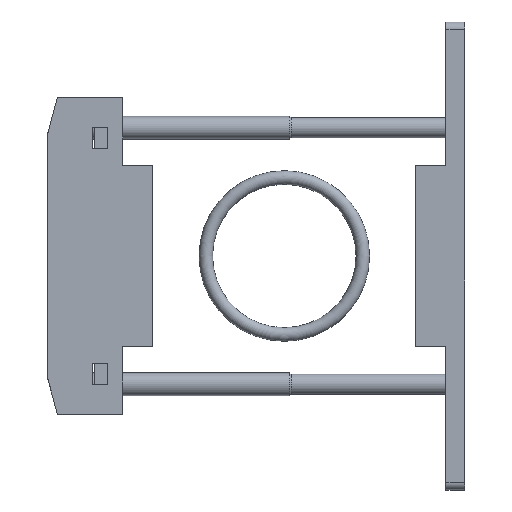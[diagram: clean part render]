
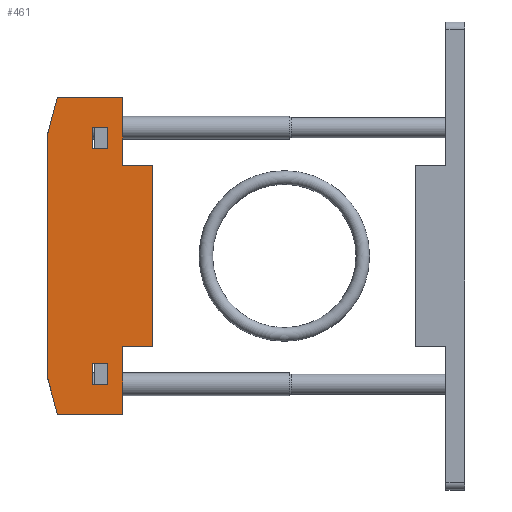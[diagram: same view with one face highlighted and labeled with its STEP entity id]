
A CAD part, top view. The second image highlights one B-rep face of the part: STEP entity #461.
In plain terms, the highlighted face is planar.
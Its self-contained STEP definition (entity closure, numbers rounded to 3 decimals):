
#461 = ADVANCED_FACE( '', ( #917, #918, #919 ), #920, .F. );
#917 = FACE_BOUND( '', #1385, .T. );
#918 = FACE_BOUND( '', #1386, .T. );
#919 = FACE_OUTER_BOUND( '', #1387, .T. );
#920 = PLANE( '', #1388 );
#1385 = EDGE_LOOP( '', ( #2408, #2409, #2410, #2411 ) );
#1386 = EDGE_LOOP( '', ( #2412, #2413, #2414, #2415 ) );
#1387 = EDGE_LOOP( '', ( #2416, #2417, #2418, #2419, #2420, #2421, #2422, #2423, #2424, #2425 ) );
#1388 = AXIS2_PLACEMENT_3D( '', #2426, #2427, #2428 );
#2408 = ORIENTED_EDGE( '', *, *, #2847, .F. );
#2409 = ORIENTED_EDGE( '', *, *, #2828, .T. );
#2410 = ORIENTED_EDGE( '', *, *, #2735, .T. );
#2411 = ORIENTED_EDGE( '', *, *, #3106, .F. );
#2412 = ORIENTED_EDGE( '', *, *, #3004, .F. );
#2413 = ORIENTED_EDGE( '', *, *, #3056, .T. );
#2414 = ORIENTED_EDGE( '', *, *, #2856, .T. );
#2415 = ORIENTED_EDGE( '', *, *, #3107, .F. );
#2416 = ORIENTED_EDGE( '', *, *, #2785, .F. );
#2417 = ORIENTED_EDGE( '', *, *, #2817, .F. );
#2418 = ORIENTED_EDGE( '', *, *, #3108, .F. );
#2419 = ORIENTED_EDGE( '', *, *, #3019, .F. );
#2420 = ORIENTED_EDGE( '', *, *, #2941, .F. );
#2421 = ORIENTED_EDGE( '', *, *, #2959, .F. );
#2422 = ORIENTED_EDGE( '', *, *, #2969, .F. );
#2423 = ORIENTED_EDGE( '', *, *, #3023, .F. );
#2424 = ORIENTED_EDGE( '', *, *, #3099, .F. );
#2425 = ORIENTED_EDGE( '', *, *, #2762, .F. );
#2426 = CARTESIAN_POINT( '', ( 0., 0., -3.4 ) );
#2427 = DIRECTION( '', ( 0., 0., 1. ) );
#2428 = DIRECTION( '', ( 1., 0., 0. ) );
#2735 = EDGE_CURVE( '', #3227, #3224, #3228, .T. );
#2762 = EDGE_CURVE( '', #3273, #3274, #3275, .T. );
#2785 = EDGE_CURVE( '', #3309, #3273, #3310, .T. );
#2817 = EDGE_CURVE( '', #3361, #3309, #3362, .T. );
#2828 = EDGE_CURVE( '', #3378, #3227, #3379, .T. );
#2847 = EDGE_CURVE( '', #3378, #3410, #3411, .T. );
#2856 = EDGE_CURVE( '', #3426, #3423, #3427, .T. );
#2941 = EDGE_CURVE( '', #3553, #3554, #3555, .T. );
#2959 = EDGE_CURVE( '', #3580, #3553, #3581, .T. );
#2969 = EDGE_CURVE( '', #3595, #3580, #3597, .T. );
#3004 = EDGE_CURVE( '', #3648, #3644, #3650, .T. );
#3019 = EDGE_CURVE( '', #3554, #3670, #3671, .T. );
#3023 = EDGE_CURVE( '', #3674, #3595, #3676, .T. );
#3056 = EDGE_CURVE( '', #3648, #3426, #3721, .T. );
#3099 = EDGE_CURVE( '', #3274, #3674, #3770, .T. );
#3106 = EDGE_CURVE( '', #3410, #3224, #3777, .T. );
#3107 = EDGE_CURVE( '', #3644, #3423, #3778, .T. );
#3108 = EDGE_CURVE( '', #3670, #3361, #3779, .T. );
#3224 = VERTEX_POINT( '', #3922 );
#3227 = VERTEX_POINT( '', #3926 );
#3228 = LINE( '', #3927, #3928 );
#3273 = VERTEX_POINT( '', #3993 );
#3274 = VERTEX_POINT( '', #3994 );
#3275 = LINE( '', #3995, #3996 );
#3309 = VERTEX_POINT( '', #4039 );
#3310 = LINE( '', #4040, #4041 );
#3361 = VERTEX_POINT( '', #4114 );
#3362 = LINE( '', #4115, #4116 );
#3378 = VERTEX_POINT( '', #4139 );
#3379 = LINE( '', #4140, #4141 );
#3410 = VERTEX_POINT( '', #4183 );
#3411 = LINE( '', #4184, #4185 );
#3423 = VERTEX_POINT( '', #4203 );
#3426 = VERTEX_POINT( '', #4207 );
#3427 = LINE( '', #4208, #4209 );
#3553 = VERTEX_POINT( '', #4381 );
#3554 = VERTEX_POINT( '', #4382 );
#3555 = LINE( '', #4383, #4384 );
#3580 = VERTEX_POINT( '', #4419 );
#3581 = LINE( '', #4420, #4421 );
#3595 = VERTEX_POINT( '', #4440 );
#3597 = LINE( '', #4443, #4444 );
#3644 = VERTEX_POINT( '', #4509 );
#3648 = VERTEX_POINT( '', #4515 );
#3650 = LINE( '', #4518, #4519 );
#3670 = VERTEX_POINT( '', #4547 );
#3671 = LINE( '', #4548, #4549 );
#3674 = VERTEX_POINT( '', #4553 );
#3676 = LINE( '', #4556, #4557 );
#3721 = LINE( '', #4622, #4623 );
#3770 = LINE( '', #4693, #4694 );
#3777 = LINE( '', #4703, #4704 );
#3778 = LINE( '', #4705, #4706 );
#3779 = LINE( '', #4707, #4708 );
#3922 = CARTESIAN_POINT( '', ( -17., 6., -3.4 ) );
#3926 = CARTESIAN_POINT( '', ( -17., 8., -3.4 ) );
#3927 = CARTESIAN_POINT( '', ( -17., 8., -3.4 ) );
#3928 = VECTOR( '', #4826, 1000. );
#3993 = CARTESIAN_POINT( '', ( -21., 10., -3.4 ) );
#3994 = CARTESIAN_POINT( '', ( -21., 1.34, -3.4 ) );
#3995 = CARTESIAN_POINT( '', ( -21., 10., -3.4 ) );
#3996 = VECTOR( '', #4850, 1000. );
#4039 = CARTESIAN_POINT( '', ( -12., 10., -3.4 ) );
#4040 = CARTESIAN_POINT( '', ( -12., 10., -3.4 ) );
#4041 = VECTOR( '', #4878, 1000. );
#4114 = CARTESIAN_POINT( '', ( -12., 14., -3.4 ) );
#4115 = CARTESIAN_POINT( '', ( -12., 14., -3.4 ) );
#4116 = VECTOR( '', #4907, 1000. );
#4139 = CARTESIAN_POINT( '', ( -14.2, 8., -3.4 ) );
#4140 = CARTESIAN_POINT( '', ( -14.2, 8., -3.4 ) );
#4141 = VECTOR( '', #4918, 1000. );
#4183 = CARTESIAN_POINT( '', ( -14.2, 6., -3.4 ) );
#4184 = CARTESIAN_POINT( '', ( -14.2, 8., -3.4 ) );
#4185 = VECTOR( '', #4939, 1000. );
#4203 = CARTESIAN_POINT( '', ( 14.2, 6., -3.4 ) );
#4207 = CARTESIAN_POINT( '', ( 14.2, 8., -3.4 ) );
#4208 = CARTESIAN_POINT( '', ( 14.2, 8., -3.4 ) );
#4209 = VECTOR( '', #4947, 1000. );
#4381 = CARTESIAN_POINT( '', ( 21., 10., -3.4 ) );
#4382 = CARTESIAN_POINT( '', ( 12., 10., -3.4 ) );
#4383 = CARTESIAN_POINT( '', ( 21., 10., -3.4 ) );
#4384 = VECTOR( '', #5042, 1000. );
#4419 = CARTESIAN_POINT( '', ( 21., 1.34, -3.4 ) );
#4420 = CARTESIAN_POINT( '', ( 21., 1.34, -3.4 ) );
#4421 = VECTOR( '', #5062, 1000. );
#4440 = CARTESIAN_POINT( '', ( 16., 0., -3.4 ) );
#4443 = CARTESIAN_POINT( '', ( 16., 0., -3.4 ) );
#4444 = VECTOR( '', #5072, 1000. );
#4509 = CARTESIAN_POINT( '', ( 17., 6., -3.4 ) );
#4515 = CARTESIAN_POINT( '', ( 17., 8., -3.4 ) );
#4518 = CARTESIAN_POINT( '', ( 17., 8., -3.4 ) );
#4519 = VECTOR( '', #5112, 1000. );
#4547 = CARTESIAN_POINT( '', ( 12., 14., -3.4 ) );
#4548 = CARTESIAN_POINT( '', ( 12., 10., -3.4 ) );
#4549 = VECTOR( '', #5124, 1000. );
#4553 = CARTESIAN_POINT( '', ( -16., 0., -3.4 ) );
#4556 = CARTESIAN_POINT( '', ( -16., 0., -3.4 ) );
#4557 = VECTOR( '', #5127, 1000. );
#4622 = CARTESIAN_POINT( '', ( 17., 8., -3.4 ) );
#4623 = VECTOR( '', #5157, 1000. );
#4693 = CARTESIAN_POINT( '', ( -21., 1.34, -3.4 ) );
#4694 = VECTOR( '', #5182, 1000. );
#4703 = CARTESIAN_POINT( '', ( -14.2, 6., -3.4 ) );
#4704 = VECTOR( '', #5185, 1000. );
#4705 = CARTESIAN_POINT( '', ( 17., 6., -3.4 ) );
#4706 = VECTOR( '', #5186, 1000. );
#4707 = CARTESIAN_POINT( '', ( 12., 14., -3.4 ) );
#4708 = VECTOR( '', #5187, 1000. );
#4826 = DIRECTION( '', ( 0., -1., 0. ) );
#4850 = DIRECTION( '', ( 0., -1., 0. ) );
#4878 = DIRECTION( '', ( -1., 0., 0. ) );
#4907 = DIRECTION( '', ( 0., -1., 0. ) );
#4918 = DIRECTION( '', ( -1., 0., 0. ) );
#4939 = DIRECTION( '', ( 0., -1., 0. ) );
#4947 = DIRECTION( '', ( 0., -1., 0. ) );
#5042 = DIRECTION( '', ( -1., 0., 0. ) );
#5062 = DIRECTION( '', ( 0., 1., 0. ) );
#5072 = DIRECTION( '', ( 0.966, 0.259, 0. ) );
#5112 = DIRECTION( '', ( 0., -1., 0. ) );
#5124 = DIRECTION( '', ( 0., 1., 0. ) );
#5127 = DIRECTION( '', ( 1., 0., 0. ) );
#5157 = DIRECTION( '', ( -1., 0., 0. ) );
#5182 = DIRECTION( '', ( 0.966, -0.259, 0. ) );
#5185 = DIRECTION( '', ( -1., 0., 0. ) );
#5186 = DIRECTION( '', ( -1., 0., 0. ) );
#5187 = DIRECTION( '', ( -1., 0., 0. ) );
